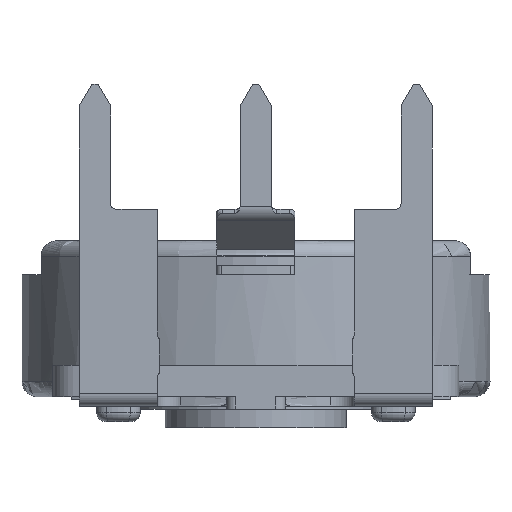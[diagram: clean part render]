
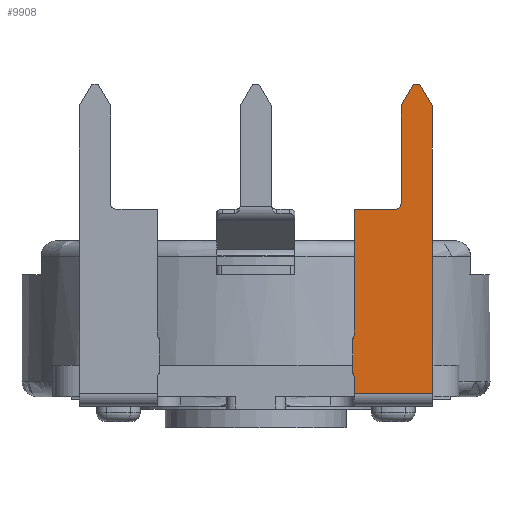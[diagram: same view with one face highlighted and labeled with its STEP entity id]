
A CAD part, front view. The second image highlights one B-rep face of the part: STEP entity #9908.
In plain terms, the highlighted face is planar.
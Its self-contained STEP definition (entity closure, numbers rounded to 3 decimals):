
#31 = ORIENTED_EDGE ( 'NONE', *, *, #7009, .F. ) ;
#72 = CARTESIAN_POINT ( 'NONE',  ( -3.15, -6.607, 0.3 ) ) ;
#251 = LINE ( 'NONE', #3920, #10964 ) ;
#337 = VERTEX_POINT ( 'NONE', #3799 ) ;
#575 = DIRECTION ( 'NONE',  ( 0., -1., 0. ) ) ;
#816 = VERTEX_POINT ( 'NONE', #10490 ) ;
#827 = VECTOR ( 'NONE', #4661, 1000. ) ;
#828 = PLANE ( 'NONE',  #4407 ) ;
#946 = CARTESIAN_POINT ( 'NONE',  ( -3.1, -9.55, 0.3 ) ) ;
#1109 = VERTEX_POINT ( 'NONE', #8626 ) ;
#1121 = CARTESIAN_POINT ( 'NONE',  ( -3.1, -8.446, 0.3 ) ) ;
#1160 = DIRECTION ( 'NONE',  ( -1., 0., 0. ) ) ;
#1227 = CARTESIAN_POINT ( 'NONE',  ( -4.65, -17.007, 0.3 ) ) ;
#1548 = CARTESIAN_POINT ( 'NONE',  ( -5.25, -17.7, 0.3 ) ) ;
#1622 = DIRECTION ( 'NONE',  ( 0.5, 0.866, 0. ) ) ;
#1802 = LINE ( 'NONE', #72, #14060 ) ;
#1876 = CARTESIAN_POINT ( 'NONE',  ( -5.05, -17.7, 0.3 ) ) ;
#1964 = CARTESIAN_POINT ( 'NONE',  ( -5.25, -17.7, 0.3 ) ) ;
#1969 = LINE ( 'NONE', #15109, #827 ) ;
#2057 = CARTESIAN_POINT ( 'NONE',  ( -3.15, -9.67, 0.3 ) ) ;
#2118 = LINE ( 'NONE', #7918, #15721 ) ;
#2254 = ORIENTED_EDGE ( 'NONE', *, *, #2604, .F. ) ;
#2415 = VECTOR ( 'NONE', #7703, 1000. ) ;
#2462 = CARTESIAN_POINT ( 'NONE',  ( -4.48, -13.7, 0.3 ) ) ;
#2604 = EDGE_CURVE ( 'NONE', #1109, #11143, #8028, .T. ) ;
#2823 = ORIENTED_EDGE ( 'NONE', *, *, #4222, .T. ) ;
#2926 = ORIENTED_EDGE ( 'NONE', *, *, #9885, .F. ) ;
#3176 = ORIENTED_EDGE ( 'NONE', *, *, #12471, .F. ) ;
#3359 = VERTEX_POINT ( 'NONE', #9452 ) ;
#3401 = DIRECTION ( 'NONE',  ( 0., 0., 1. ) ) ;
#3799 = CARTESIAN_POINT ( 'NONE',  ( -5.05, -17.7, 0.3 ) ) ;
#3920 = CARTESIAN_POINT ( 'NONE',  ( -5.25, -17.7, 0.3 ) ) ;
#4222 = EDGE_CURVE ( 'NONE', #12626, #337, #16183, .T. ) ;
#4407 = AXIS2_PLACEMENT_3D ( 'NONE', #9930, #12537, #4832 ) ;
#4661 = DIRECTION ( 'NONE',  ( 0., 1., 0. ) ) ;
#4832 = DIRECTION ( 'NONE',  ( 1., 0., 0. ) ) ;
#5186 = CARTESIAN_POINT ( 'NONE',  ( -7.25, -7.796, 0.3 ) ) ;
#5266 = DIRECTION ( 'NONE',  ( -1., 0., 0. ) ) ;
#5818 = FACE_OUTER_BOUND ( 'NONE', #6850, .T. ) ;
#6071 = LINE ( 'NONE', #5186, #2415 ) ;
#6147 = ORIENTED_EDGE ( 'NONE', *, *, #7171, .F. ) ;
#6176 = LINE ( 'NONE', #2462, #7292 ) ;
#6345 = CARTESIAN_POINT ( 'NONE',  ( -4.65, -13.87, 0.3 ) ) ;
#6437 = VERTEX_POINT ( 'NONE', #14598 ) ;
#6487 = CARTESIAN_POINT ( 'NONE',  ( -5.65, -17.007, 0.3 ) ) ;
#6850 = EDGE_LOOP ( 'NONE', ( #13699, #6147, #16599, #2823, #14199, #31, #10768, #2926, #12897, #3176, #12726, #2254, #9175 ) ) ;
#6946 = DIRECTION ( 'NONE',  ( 0., 0., 1. ) ) ;
#6974 = VERTEX_POINT ( 'NONE', #10306 ) ;
#7009 = EDGE_CURVE ( 'NONE', #6974, #16070, #15127, .T. ) ;
#7051 = CIRCLE ( 'NONE', #9495, 0.17 ) ;
#7171 = EDGE_CURVE ( 'NONE', #11395, #3359, #2118, .T. ) ;
#7292 = VECTOR ( 'NONE', #5266, 1000. ) ;
#7401 = EDGE_CURVE ( 'NONE', #6437, #13682, #15741, .T. ) ;
#7703 = DIRECTION ( 'NONE',  ( 1., 0., 0. ) ) ;
#7918 = CARTESIAN_POINT ( 'NONE',  ( -5.65, -3.318, 0.3 ) ) ;
#8024 = DIRECTION ( 'NONE',  ( 0., 1., 0. ) ) ;
#8028 = CIRCLE ( 'NONE', #13613, 0.17 ) ;
#8415 = VERTEX_POINT ( 'NONE', #946 ) ;
#8501 = VECTOR ( 'NONE', #1622, 1000. ) ;
#8626 = CARTESIAN_POINT ( 'NONE',  ( -3.15, -8.326, 0.3 ) ) ;
#8848 = DIRECTION ( 'NONE',  ( 0., 0., 1. ) ) ;
#9175 = ORIENTED_EDGE ( 'NONE', *, *, #10683, .F. ) ;
#9322 = EDGE_CURVE ( 'NONE', #8415, #11143, #1969, .T. ) ;
#9452 = CARTESIAN_POINT ( 'NONE',  ( -5.65, -7.796, 0.3 ) ) ;
#9495 = AXIS2_PLACEMENT_3D ( 'NONE', #14610, #6946, #15879 ) ;
#9743 = DIRECTION ( 'NONE',  ( 0., -1., 0. ) ) ;
#9797 = EDGE_CURVE ( 'NONE', #337, #16070, #10450, .T. ) ;
#9805 = VECTOR ( 'NONE', #15183, 1000. ) ;
#9885 = EDGE_CURVE ( 'NONE', #13682, #14078, #6176, .T. ) ;
#9908 = ADVANCED_FACE ( 'NONE', ( #5818 ), #828, .T. ) ;
#9930 = CARTESIAN_POINT ( 'NONE',  ( -7.25, -25.5, 0.3 ) ) ;
#10306 = CARTESIAN_POINT ( 'NONE',  ( -4.65, -13.87, 0.3 ) ) ;
#10358 = VECTOR ( 'NONE', #575, 1000. ) ;
#10450 = LINE ( 'NONE', #1876, #8501 ) ;
#10490 = CARTESIAN_POINT ( 'NONE',  ( -3.15, -7.796, 0.3 ) ) ;
#10683 = EDGE_CURVE ( 'NONE', #816, #1109, #1802, .T. ) ;
#10706 = AXIS2_PLACEMENT_3D ( 'NONE', #16494, #8848, #1160 ) ;
#10768 = ORIENTED_EDGE ( 'NONE', *, *, #12720, .F. ) ;
#10964 = VECTOR ( 'NONE', #11628, 1000. ) ;
#11143 = VERTEX_POINT ( 'NONE', #1121 ) ;
#11395 = VERTEX_POINT ( 'NONE', #6487 ) ;
#11595 = VECTOR ( 'NONE', #9743, 1000. ) ;
#11628 = DIRECTION ( 'NONE',  ( 0.5, -0.866, 0. ) ) ;
#12130 = DIRECTION ( 'NONE',  ( -1., 0., 0. ) ) ;
#12247 = CARTESIAN_POINT ( 'NONE',  ( -2.98, -8.326, 0.3 ) ) ;
#12471 = EDGE_CURVE ( 'NONE', #8415, #6437, #12480, .T. ) ;
#12480 = CIRCLE ( 'NONE', #10706, 0.17 ) ;
#12537 = DIRECTION ( 'NONE',  ( 0., 0., 1. ) ) ;
#12626 = VERTEX_POINT ( 'NONE', #1548 ) ;
#12720 = EDGE_CURVE ( 'NONE', #14078, #6974, #7051, .T. ) ;
#12726 = ORIENTED_EDGE ( 'NONE', *, *, #9322, .T. ) ;
#12897 = ORIENTED_EDGE ( 'NONE', *, *, #7401, .F. ) ;
#12944 = EDGE_CURVE ( 'NONE', #3359, #816, #6071, .T. ) ;
#13454 = EDGE_CURVE ( 'NONE', #11395, #12626, #251, .T. ) ;
#13613 = AXIS2_PLACEMENT_3D ( 'NONE', #12247, #3401, #12130 ) ;
#13682 = VERTEX_POINT ( 'NONE', #15924 ) ;
#13699 = ORIENTED_EDGE ( 'NONE', *, *, #12944, .F. ) ;
#14060 = VECTOR ( 'NONE', #14163, 1000. ) ;
#14078 = VERTEX_POINT ( 'NONE', #15686 ) ;
#14163 = DIRECTION ( 'NONE',  ( 0., -1., 0. ) ) ;
#14199 = ORIENTED_EDGE ( 'NONE', *, *, #9797, .T. ) ;
#14598 = CARTESIAN_POINT ( 'NONE',  ( -3.15, -9.67, 0.3 ) ) ;
#14610 = CARTESIAN_POINT ( 'NONE',  ( -4.48, -13.87, 0.3 ) ) ;
#15109 = CARTESIAN_POINT ( 'NONE',  ( -3.1, -6.926, 0.3 ) ) ;
#15127 = LINE ( 'NONE', #6345, #10358 ) ;
#15183 = DIRECTION ( 'NONE',  ( 1., 0., 0. ) ) ;
#15686 = CARTESIAN_POINT ( 'NONE',  ( -4.48, -13.7, 0.3 ) ) ;
#15721 = VECTOR ( 'NONE', #8024, 1000. ) ;
#15741 = LINE ( 'NONE', #2057, #11595 ) ;
#15879 = DIRECTION ( 'NONE',  ( -1., 0., 0. ) ) ;
#15924 = CARTESIAN_POINT ( 'NONE',  ( -3.15, -13.7, 0.3 ) ) ;
#16070 = VERTEX_POINT ( 'NONE', #1227 ) ;
#16183 = LINE ( 'NONE', #1964, #9805 ) ;
#16494 = CARTESIAN_POINT ( 'NONE',  ( -2.98, -9.67, 0.3 ) ) ;
#16599 = ORIENTED_EDGE ( 'NONE', *, *, #13454, .T. ) ;
